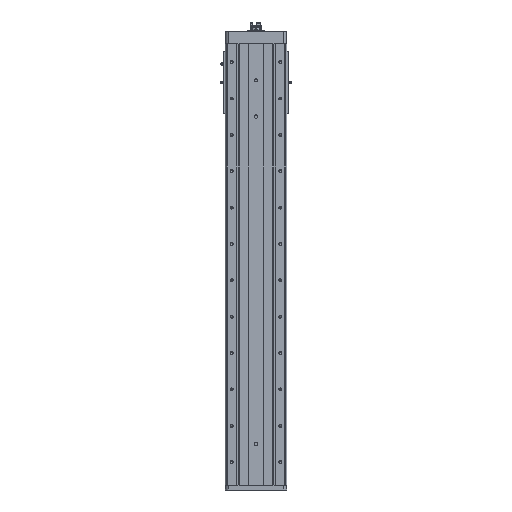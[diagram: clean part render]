
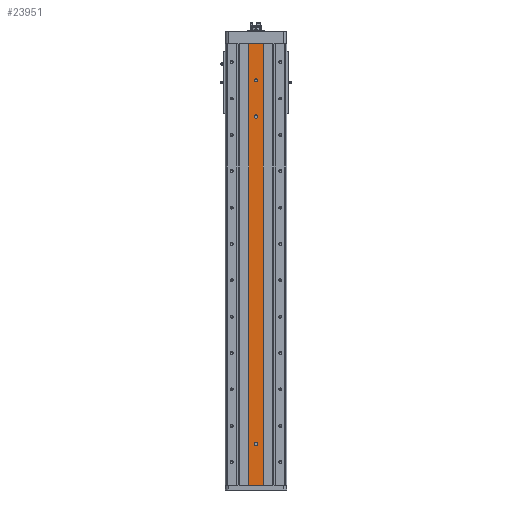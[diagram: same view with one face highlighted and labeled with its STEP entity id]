
A CAD part, front view. The second image highlights one B-rep face of the part: STEP entity #23951.
In plain terms, the highlighted planar face has unit normal (0, -1, 0).
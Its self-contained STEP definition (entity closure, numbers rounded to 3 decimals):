
#262=PLANE('',#25482);
#867=LINE('',#34846,#2261);
#949=LINE('',#35111,#2343);
#1088=LINE('',#35525,#2482);
#1089=LINE('',#35530,#2483);
#1090=LINE('',#35534,#2484);
#1091=LINE('',#35538,#2485);
#1092=LINE('',#35542,#2486);
#1093=LINE('',#35545,#2487);
#2261=VECTOR('',#28189,1000.);
#2343=VECTOR('',#28407,1000.);
#2482=VECTOR('',#28868,1000.);
#2483=VECTOR('',#28873,1000.);
#2484=VECTOR('',#28876,1000.);
#2485=VECTOR('',#28879,1000.);
#2486=VECTOR('',#28882,1000.);
#2487=VECTOR('',#28885,1000.);
#5077=ORIENTED_EDGE('',*,*,#10417,.T.);
#5078=ORIENTED_EDGE('',*,*,#10418,.T.);
#5079=ORIENTED_EDGE('',*,*,#10419,.T.);
#5080=ORIENTED_EDGE('',*,*,#10420,.T.);
#5081=ORIENTED_EDGE('',*,*,#10421,.T.);
#5082=ORIENTED_EDGE('',*,*,#10422,.T.);
#5083=ORIENTED_EDGE('',*,*,#10423,.T.);
#5084=ORIENTED_EDGE('',*,*,#10424,.T.);
#5085=ORIENTED_EDGE('',*,*,#10425,.F.);
#5086=ORIENTED_EDGE('',*,*,#10198,.F.);
#5087=ORIENTED_EDGE('',*,*,#10416,.F.);
#5088=ORIENTED_EDGE('',*,*,#10061,.T.);
#5089=ORIENTED_EDGE('',*,*,#10426,.T.);
#10061=EDGE_CURVE('',#12813,#12812,#867,.T.);
#10198=EDGE_CURVE('',#12927,#12928,#949,.T.);
#10416=EDGE_CURVE('',#12813,#12927,#1088,.T.);
#10417=EDGE_CURVE('',#13042,#13043,#14731,.F.);
#10418=EDGE_CURVE('',#13043,#13044,#1089,.T.);
#10419=EDGE_CURVE('',#13044,#13045,#14732,.F.);
#10420=EDGE_CURVE('',#13045,#13042,#1090,.T.);
#10421=EDGE_CURVE('',#13046,#13047,#14733,.F.);
#10422=EDGE_CURVE('',#13047,#13048,#1091,.T.);
#10423=EDGE_CURVE('',#13048,#13049,#14734,.F.);
#10424=EDGE_CURVE('',#13049,#13046,#1092,.T.);
#10425=EDGE_CURVE('',#13050,#13050,#14735,.T.);
#10426=EDGE_CURVE('',#12812,#12928,#1093,.T.);
#12812=VERTEX_POINT('',#34845);
#12813=VERTEX_POINT('',#34847);
#12927=VERTEX_POINT('',#35110);
#12928=VERTEX_POINT('',#35112);
#13042=VERTEX_POINT('',#35528);
#13043=VERTEX_POINT('',#35529);
#13044=VERTEX_POINT('',#35531);
#13045=VERTEX_POINT('',#35533);
#13046=VERTEX_POINT('',#35536);
#13047=VERTEX_POINT('',#35537);
#13048=VERTEX_POINT('',#35539);
#13049=VERTEX_POINT('',#35541);
#13050=VERTEX_POINT('',#35544);
#14731=CIRCLE('',#25483,4.);
#14732=CIRCLE('',#25484,4.);
#14733=CIRCLE('',#25485,4.);
#14734=CIRCLE('',#25486,4.);
#14735=CIRCLE('',#25487,4.3);
#15897=EDGE_LOOP('',(#5077,#5078,#5079,#5080));
#15898=EDGE_LOOP('',(#5081,#5082,#5083,#5084));
#15899=EDGE_LOOP('',(#5085));
#15900=EDGE_LOOP('',(#5086,#5087,#5088,#5089));
#17485=FACE_BOUND('',#15897,.T.);
#17486=FACE_BOUND('',#15898,.T.);
#17487=FACE_BOUND('',#15899,.T.);
#17488=FACE_BOUND('',#15900,.T.);
#23951=ADVANCED_FACE('',(#17485,#17486,#17487,#17488),#262,.T.);
#25482=AXIS2_PLACEMENT_3D('',#35526,#28869,#28870);
#25483=AXIS2_PLACEMENT_3D('',#35527,#28871,#28872);
#25484=AXIS2_PLACEMENT_3D('',#35532,#28874,#28875);
#25485=AXIS2_PLACEMENT_3D('',#35535,#28877,#28878);
#25486=AXIS2_PLACEMENT_3D('',#35540,#28880,#28881);
#25487=AXIS2_PLACEMENT_3D('',#35543,#28883,#28884);
#28189=DIRECTION('',(1.,0.,0.));
#28407=DIRECTION('',(1.,0.,0.));
#28868=DIRECTION('',(0.,0.,1.));
#28869=DIRECTION('',(0.,-1.,0.));
#28870=DIRECTION('',(0.,0.,-1.));
#28871=DIRECTION('',(0.,-1.,0.));
#28872=DIRECTION('',(0.,0.,-1.));
#28873=DIRECTION('',(0.,0.,1.));
#28874=DIRECTION('',(0.,-1.,0.));
#28875=DIRECTION('',(0.,0.,-1.));
#28876=DIRECTION('',(0.,0.,-1.));
#28877=DIRECTION('',(0.,-1.,0.));
#28878=DIRECTION('',(0.,0.,-1.));
#28879=DIRECTION('',(0.,0.,1.));
#28880=DIRECTION('',(0.,-1.,0.));
#28881=DIRECTION('',(0.,0.,-1.));
#28882=DIRECTION('',(0.,0.,-1.));
#28883=DIRECTION('',(0.,-1.,0.));
#28884=DIRECTION('',(0.,0.,-1.));
#28885=DIRECTION('',(0.,0.,1.));
#34845=CARTESIAN_POINT('',(19.379,0.5,-1213.));
#34846=CARTESIAN_POINT('',(-19.379,0.5,-1213.));
#34847=CARTESIAN_POINT('',(-19.379,0.5,-1213.));
#35110=CARTESIAN_POINT('',(-19.379,0.5,0.));
#35111=CARTESIAN_POINT('',(-19.379,0.5,0.));
#35112=CARTESIAN_POINT('',(19.379,0.5,0.));
#35525=CARTESIAN_POINT('',(-19.379,0.5,-1213.));
#35526=CARTESIAN_POINT('',(-19.379,0.5,-1213.));
#35527=CARTESIAN_POINT('',(0.,0.5,-1101.));
#35528=CARTESIAN_POINT('',(4.,0.5,-1101.));
#35529=CARTESIAN_POINT('',(-4.,0.5,-1101.));
#35530=CARTESIAN_POINT('',(-4.,0.5,-1213.));
#35531=CARTESIAN_POINT('',(-4.,0.5,-1099.));
#35532=CARTESIAN_POINT('',(0.,0.5,-1099.));
#35533=CARTESIAN_POINT('',(4.,0.5,-1099.));
#35534=CARTESIAN_POINT('',(4.,0.5,-1213.));
#35535=CARTESIAN_POINT('',(0.,0.5,-201.));
#35536=CARTESIAN_POINT('',(4.,0.5,-201.));
#35537=CARTESIAN_POINT('',(-4.,0.5,-201.));
#35538=CARTESIAN_POINT('',(-4.,0.5,-1213.));
#35539=CARTESIAN_POINT('',(-4.,0.5,-199.));
#35540=CARTESIAN_POINT('',(0.,0.5,-199.));
#35541=CARTESIAN_POINT('',(4.,0.5,-199.));
#35542=CARTESIAN_POINT('',(4.,0.5,-1213.));
#35543=CARTESIAN_POINT('',(0.,0.5,-100.));
#35544=CARTESIAN_POINT('',(0.,0.5,-104.3));
#35545=CARTESIAN_POINT('',(19.379,0.5,-1213.));
